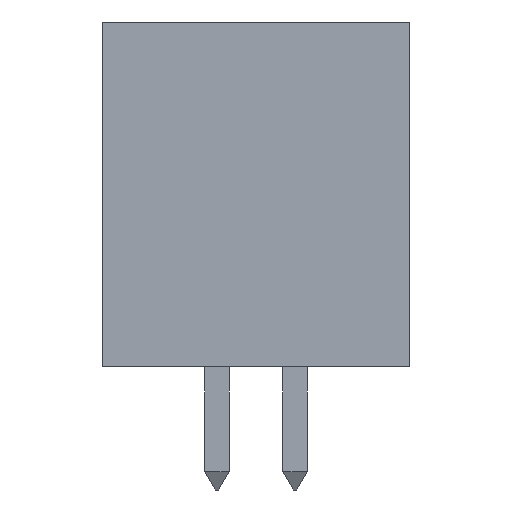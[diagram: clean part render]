
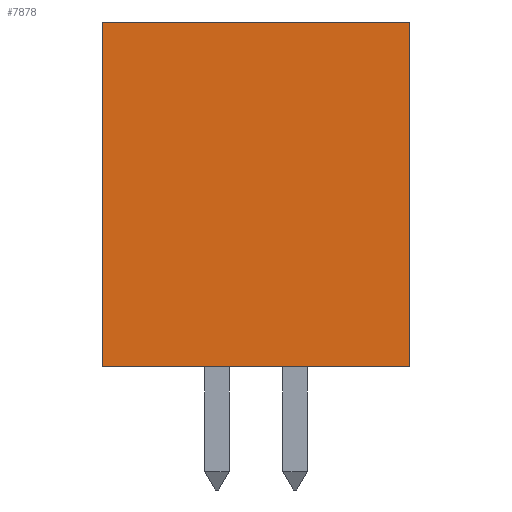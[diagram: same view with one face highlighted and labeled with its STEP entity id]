
A CAD part, left-side view. The second image highlights one B-rep face of the part: STEP entity #7878.
In plain terms, the highlighted planar face has unit normal (-1, 0, 0).
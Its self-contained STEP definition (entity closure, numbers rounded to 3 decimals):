
#7839 = CARTESIAN_POINT ( 'NONE',  ( -3.81, 3.135, 0. ) ) ;
#7840 = VERTEX_POINT ( 'NONE', #7839 ) ;
#7841 = CARTESIAN_POINT ( 'NONE',  ( -3.81, -1.865, 0. ) ) ;
#7842 = VERTEX_POINT ( 'NONE', #7841 ) ;
#7843 = CARTESIAN_POINT ( 'NONE',  ( -3.81, -1.865, 0. ) ) ;
#7844 = DIRECTION ( 'NONE',  ( 0., -1., 0. ) ) ;
#7845 = VECTOR ( 'NONE', #7844, 1000. ) ;
#7846 = LINE ( 'NONE', #7843, #7845 ) ;
#7847 = EDGE_CURVE ( 'NONE', #7840, #7842, #7846, .T. ) ;
#7848 = ORIENTED_EDGE ( 'NONE', *, *, #7847, .T. ) ;
#7849 = CARTESIAN_POINT ( 'NONE',  ( -3.81, -1.865, 5.6 ) ) ;
#7850 = VERTEX_POINT ( 'NONE', #7849 ) ;
#7851 = CARTESIAN_POINT ( 'NONE',  ( -3.81, -1.865, 5.6 ) ) ;
#7852 = DIRECTION ( 'NONE',  ( 0., 0., -1. ) ) ;
#7853 = VECTOR ( 'NONE', #7852, 1000. ) ;
#7854 = LINE ( 'NONE', #7851, #7853 ) ;
#7855 = EDGE_CURVE ( 'NONE', #7850, #7842, #7854, .T. ) ;
#7856 = ORIENTED_EDGE ( 'NONE', *, *, #7855, .F. ) ;
#7857 = CARTESIAN_POINT ( 'NONE',  ( -3.81, 3.135, 5.6 ) ) ;
#7858 = VERTEX_POINT ( 'NONE', #7857 ) ;
#7859 = CARTESIAN_POINT ( 'NONE',  ( -3.81, -1.865, 5.6 ) ) ;
#7860 = DIRECTION ( 'NONE',  ( 0., -1., 0. ) ) ;
#7861 = VECTOR ( 'NONE', #7860, 1000. ) ;
#7862 = LINE ( 'NONE', #7859, #7861 ) ;
#7863 = EDGE_CURVE ( 'NONE', #7858, #7850, #7862, .T. ) ;
#7864 = ORIENTED_EDGE ( 'NONE', *, *, #7863, .F. ) ;
#7865 = CARTESIAN_POINT ( 'NONE',  ( -3.81, 3.135, 5.6 ) ) ;
#7866 = DIRECTION ( 'NONE',  ( 0., 0., -1. ) ) ;
#7867 = VECTOR ( 'NONE', #7866, 1000. ) ;
#7868 = LINE ( 'NONE', #7865, #7867 ) ;
#7869 = EDGE_CURVE ( 'NONE', #7858, #7840, #7868, .T. ) ;
#7870 = ORIENTED_EDGE ( 'NONE', *, *, #7869, .T. ) ;
#7871 = EDGE_LOOP ( 'NONE', ( #7848, #7856, #7864, #7870 ) ) ;
#7872 = FACE_OUTER_BOUND ( 'NONE', #7871, .T. ) ;
#7873 = CARTESIAN_POINT ( 'NONE',  ( -3.81, -1.865, 5.6 ) ) ;
#7874 = DIRECTION ( 'NONE',  ( 1., 0., 0. ) ) ;
#7875 = DIRECTION ( 'NONE',  ( 0., 1., 0. ) ) ;
#7876 = AXIS2_PLACEMENT_3D ( 'NONE', #7873, #7874, #7875 ) ;
#7877 = PLANE ( 'NONE', #7876 ) ;
#7878 = ADVANCED_FACE ( 'NONE', ( #7872 ), #7877, .F. ) ;
